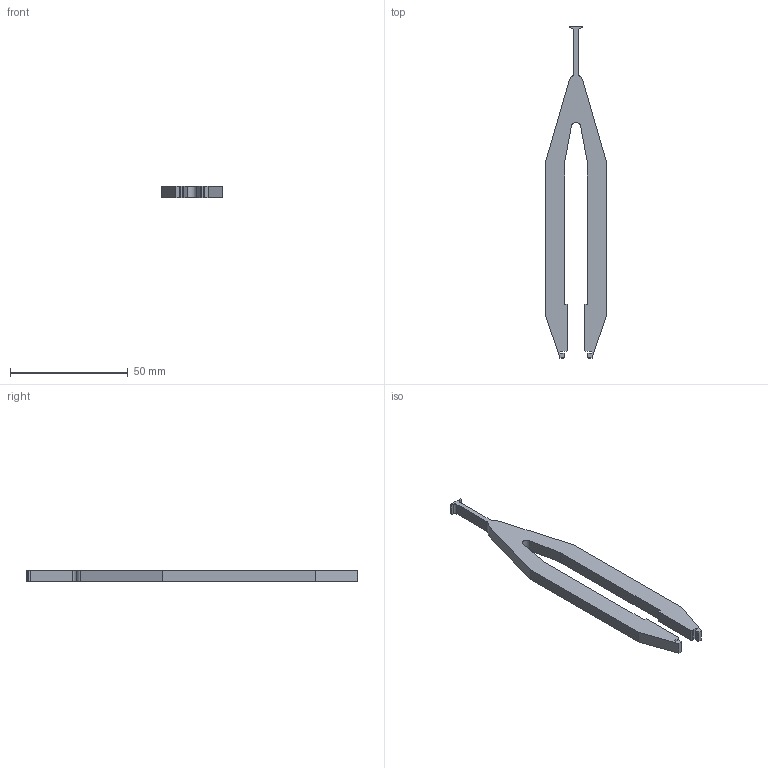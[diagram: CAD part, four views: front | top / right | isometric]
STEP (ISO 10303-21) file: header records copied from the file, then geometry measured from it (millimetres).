
FILE_DESCRIPTION(('CATIA V5-6R2013 STEP','CAx-IF Rec.Pracs.--- Model Styling and Organization---1.4--- 2014-01-23','CAx-IF Rec.Pracs.--- Geometric and Assembly Validation Properties ---4.2---2014-10-09'),'2;1');
FILE_NAME('Pigtail removal tweezers.stp','2025-07-08T12:59:21+00:00',('none'),('CERN'),'CATIA Version 5-6 Release 2017 SP6 HF16','CATIA V5 STEP AP214','none');
FILE_SCHEMA(('AUTOMOTIVE_DESIGN { 1 0 10303 214 1 1 1 1 }'));
Length unit declared in the file: millimetre
Products named in the file (1): ST1968732_01
Bounding box: 26 x 140.96 x 5 mm (x, y, z)
Volume: 8923.4 mm3; surface area: 6134.8 mm2
Topology: 1 solids, 1 shells, 46 faces, 132 edges, 88 vertices
Faces by surface type: plane 37, cylinder 9
Entity records: 1511 total; most frequent: CARTESIAN_POINT 265, ORIENTED_EDGE 264, DIRECTION 212, EDGE_CURVE 132, VECTOR 114, LINE 114, VERTEX_POINT 88, AXIS2_PLACEMENT_3D 59
